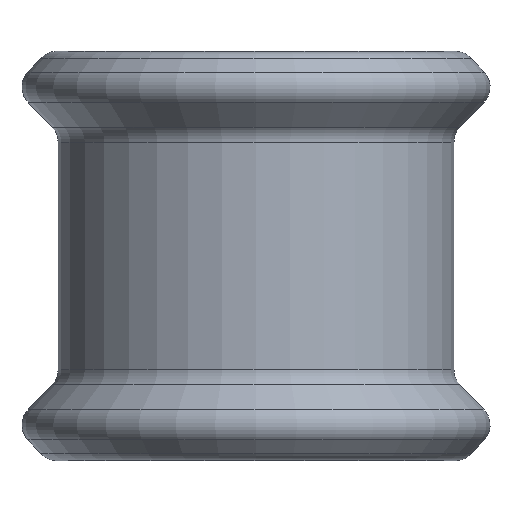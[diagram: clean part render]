
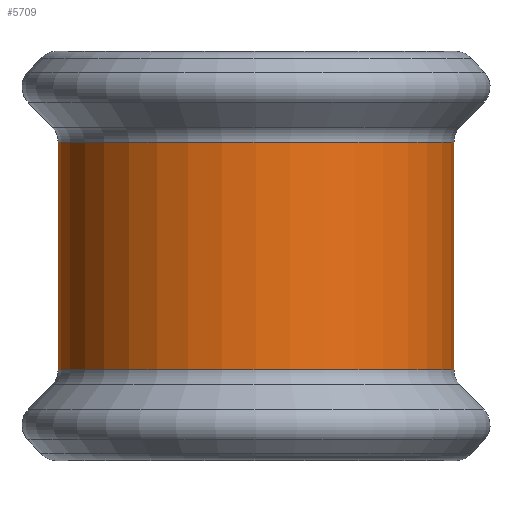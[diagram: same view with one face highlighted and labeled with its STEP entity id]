
A CAD part, front view. The second image highlights one B-rep face of the part: STEP entity #5709.
In plain terms, the highlighted cylindrical face has radius 6.947 mm (diameter 13.894 mm), a partial arc.
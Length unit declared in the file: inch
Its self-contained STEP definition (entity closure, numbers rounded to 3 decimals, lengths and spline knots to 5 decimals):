
#3 = VERTEX_POINT ( 'NONE', #2684 ) ;
#357 = CARTESIAN_POINT ( 'NONE',  ( 0.2185, -0.593, 0.15717 ) ) ;
#364 = CARTESIAN_POINT ( 'NONE',  ( 0.2185, -0.593, -0.15717 ) ) ;
#379 = ORIENTED_EDGE ( 'NONE', *, *, #5945, .F. ) ;
#458 = VERTEX_POINT ( 'NONE', #3476 ) ;
#842 = EDGE_CURVE ( 'NONE', #3, #458, #5777, .T. ) ;
#845 = DIRECTION ( 'NONE',  ( 1., 0., 0. ) ) ;
#852 = DIRECTION ( 'NONE',  ( 1., 0., 0. ) ) ;
#1057 = DIRECTION ( 'NONE',  ( 0., 0., 1. ) ) ;
#1659 = EDGE_CURVE ( 'NONE', #5089, #3942, #5758, .T. ) ;
#1765 = CARTESIAN_POINT ( 'NONE',  ( 0.492, -0.593, 0.15717 ) ) ;
#1876 = CARTESIAN_POINT ( 'NONE',  ( 0.2185, -0.593, 0. ) ) ;
#2684 = CARTESIAN_POINT ( 'NONE',  ( -0.055, -0.593, -0.15717 ) ) ;
#3019 = CYLINDRICAL_SURFACE ( 'NONE', #3142, 0.2735 ) ;
#3034 = AXIS2_PLACEMENT_3D ( 'NONE', #357, #3686, #845 ) ;
#3101 = EDGE_LOOP ( 'NONE', ( #3954, #3338, #379, #5061 ) ) ;
#3142 = AXIS2_PLACEMENT_3D ( 'NONE', #1876, #5751, #4817 ) ;
#3214 = VECTOR ( 'NONE', #3264, 39.37008 ) ;
#3264 = DIRECTION ( 'NONE',  ( 0., 0., 1. ) ) ;
#3338 = ORIENTED_EDGE ( 'NONE', *, *, #1659, .T. ) ;
#3476 = CARTESIAN_POINT ( 'NONE',  ( -0.055, -0.593, 0.15717 ) ) ;
#3686 = DIRECTION ( 'NONE',  ( 0., 0., 1. ) ) ;
#3693 = DIRECTION ( 'NONE',  ( 0., 0., 1. ) ) ;
#3764 = CARTESIAN_POINT ( 'NONE',  ( -0.055, -0.593, 0.15717 ) ) ;
#3942 = VERTEX_POINT ( 'NONE', #1765 ) ;
#3954 = ORIENTED_EDGE ( 'NONE', *, *, #5181, .T. ) ;
#4010 = CIRCLE ( 'NONE', #5549, 0.2735 ) ;
#4741 = CIRCLE ( 'NONE', #3034, 0.2735 ) ;
#4817 = DIRECTION ( 'NONE',  ( 1., 0., 0. ) ) ;
#4865 = CARTESIAN_POINT ( 'NONE',  ( 0.492, -0.593, 0. ) ) ;
#5061 = ORIENTED_EDGE ( 'NONE', *, *, #842, .F. ) ;
#5089 = VERTEX_POINT ( 'NONE', #5897 ) ;
#5181 = EDGE_CURVE ( 'NONE', #3, #5089, #4010, .T. ) ;
#5549 = AXIS2_PLACEMENT_3D ( 'NONE', #364, #3693, #852 ) ;
#5594 = VECTOR ( 'NONE', #1057, 39.37008 ) ;
#5709 = ADVANCED_FACE ( 'NONE', ( #6149 ), #3019, .T. ) ;
#5751 = DIRECTION ( 'NONE',  ( 0., 0., 1. ) ) ;
#5758 = LINE ( 'NONE', #4865, #5594 ) ;
#5777 = LINE ( 'NONE', #3764, #3214 ) ;
#5897 = CARTESIAN_POINT ( 'NONE',  ( 0.492, -0.593, -0.15717 ) ) ;
#5945 = EDGE_CURVE ( 'NONE', #458, #3942, #4741, .T. ) ;
#6149 = FACE_OUTER_BOUND ( 'NONE', #3101, .T. ) ;
